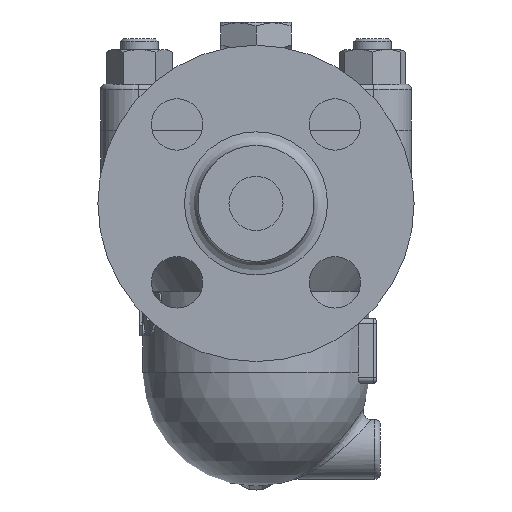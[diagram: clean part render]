
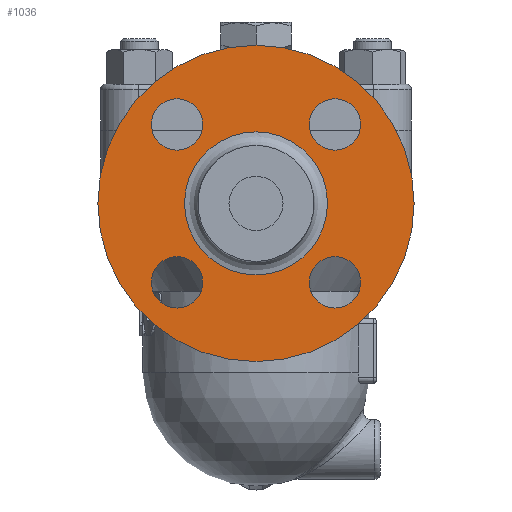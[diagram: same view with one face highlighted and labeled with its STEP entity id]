
A CAD part, left-side view. The second image highlights one B-rep face of the part: STEP entity #1036.
In plain terms, the highlighted free-form (B-spline) face has degree [1, 1] with [2, 2] control points.
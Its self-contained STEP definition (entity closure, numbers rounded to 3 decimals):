
#678=CARTESIAN_POINT('',(-120.1,-19.704,22.204));
#679=VERTEX_POINT('',#678);
#680=CARTESIAN_POINT('',(-120.1,-29.204,22.204));
#681=DIRECTION('',(1.0,0.0,0.0));
#682=DIRECTION('',(0.0,1.0,0.0));
#683=AXIS2_PLACEMENT_3D('',#680,#681,#682);
#684=CIRCLE('',#683,9.5);
#685=EDGE_CURVE('',#679,#679,#684,.T.);
#706=CARTESIAN_POINT('',(-120.1,-29.204,-26.704));
#707=VERTEX_POINT('',#706);
#708=CARTESIAN_POINT('',(-120.1,-29.204,-36.204));
#709=DIRECTION('',(1.0,0.0,0.0));
#710=DIRECTION('',(0.0,0.0,1.0));
#711=AXIS2_PLACEMENT_3D('',#708,#709,#710);
#712=CIRCLE('',#711,9.5);
#713=EDGE_CURVE('',#707,#707,#712,.T.);
#734=CARTESIAN_POINT('',(-120.1,19.704,-36.204));
#735=VERTEX_POINT('',#734);
#736=CARTESIAN_POINT('',(-120.1,29.204,-36.204));
#737=DIRECTION('',(1.0,0.0,0.0));
#738=DIRECTION('',(0.0,-1.0,0.0));
#739=AXIS2_PLACEMENT_3D('',#736,#737,#738);
#740=CIRCLE('',#739,9.5);
#741=EDGE_CURVE('',#735,#735,#740,.T.);
#762=CARTESIAN_POINT('',(-120.1,29.204,12.704));
#763=VERTEX_POINT('',#762);
#764=CARTESIAN_POINT('',(-120.1,29.204,22.204));
#765=DIRECTION('',(1.0,0.0,0.0));
#766=DIRECTION('',(0.0,0.0,-1.0));
#767=AXIS2_PLACEMENT_3D('',#764,#765,#766);
#768=CIRCLE('',#767,9.5);
#769=EDGE_CURVE('',#763,#763,#768,.T.);
#881=CARTESIAN_POINT('',(-120.1,0.0,51.5));
#882=VERTEX_POINT('',#881);
#883=CARTESIAN_POINT('',(-120.1,0.0,-7.));
#884=DIRECTION('',(-1.0,0.0,0.0));
#885=DIRECTION('',(0.0,0.0,1.0));
#886=AXIS2_PLACEMENT_3D('',#883,#884,#885);
#887=CIRCLE('',#886,58.5);
#888=EDGE_CURVE('',#882,#882,#887,.T.);
#960=CARTESIAN_POINT('',(-120.1,0.,19.45));
#961=VERTEX_POINT('',#960);
#962=CARTESIAN_POINT('',(-120.1,0.0,-7.));
#963=DIRECTION('',(1.0,0.0,0.0));
#964=DIRECTION('',(0.0,0.0,-1.0));
#965=AXIS2_PLACEMENT_3D('',#962,#963,#964);
#966=CIRCLE('',#965,26.45);
#967=EDGE_CURVE('',#961,#961,#966,.T.);
#1013=CARTESIAN_POINT('',(-120.1,58.5,51.5));
#1014=CARTESIAN_POINT('',(-120.1,58.5,-65.5));
#1015=CARTESIAN_POINT('',(-120.1,-58.5,51.5));
#1016=CARTESIAN_POINT('',(-120.1,-58.5,-65.5));
#1017=B_SPLINE_SURFACE_WITH_KNOTS('',1,1,((#1013,#1015),(#1014,#1016)),.UNSPECIFIED.,.F.,.F.,.U.,(2,2),(2,2),(0.0,117.0),(0.0,117.),.UNSPECIFIED.);
#1018=ORIENTED_EDGE('',*,*,#888,.T.);
#1019=EDGE_LOOP('',(#1018));
#1020=FACE_OUTER_BOUND('',#1019,.T.);
#1021=ORIENTED_EDGE('',*,*,#685,.T.);
#1022=EDGE_LOOP('',(#1021));
#1023=FACE_BOUND('',#1022,.T.);
#1024=ORIENTED_EDGE('',*,*,#713,.T.);
#1025=EDGE_LOOP('',(#1024));
#1026=FACE_BOUND('',#1025,.T.);
#1027=ORIENTED_EDGE('',*,*,#741,.T.);
#1028=EDGE_LOOP('',(#1027));
#1029=FACE_BOUND('',#1028,.T.);
#1030=ORIENTED_EDGE('',*,*,#769,.T.);
#1031=EDGE_LOOP('',(#1030));
#1032=FACE_BOUND('',#1031,.T.);
#1033=ORIENTED_EDGE('',*,*,#967,.T.);
#1034=EDGE_LOOP('',(#1033));
#1035=FACE_BOUND('',#1034,.T.);
#1036=ADVANCED_FACE('',(#1020,#1023,#1026,#1029,#1032,#1035),#1017,.T.);
